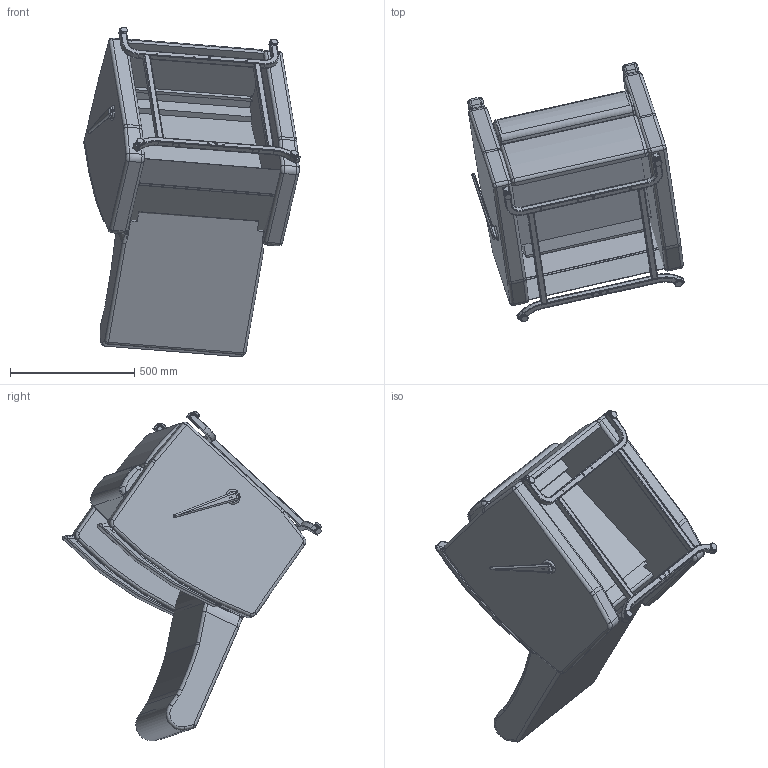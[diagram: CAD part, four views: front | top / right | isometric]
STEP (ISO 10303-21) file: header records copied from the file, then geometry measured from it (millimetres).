
FILE_DESCRIPTION(/* description */ (''),/* implementation_level */ '2;1');
FILE_NAME(/* name */ 'K1306U.stp',/* time_stamp */ '2017-09-29T15:18:01-04:00',/* author */ ('emehringer'),/* organization */ (''),/* preprocessor_version */ 'ST-DEVELOPER v16.5',/* originating_system */ 'Autodesk Inventor 2017',/* authorisation */ '');
FILE_SCHEMA (('AUTOMOTIVE_DESIGN { 1 0 10303 214 3 1 1 }'));
Length unit declared in the file: inch
Products named in the file (17): K1306U-W (SYMBOL); HANDLE 3/4 BLK; PLATFORMK9000-1 (generic); 4329650000_4328130000 (generic); 4328470000_4328320000 (generic); 4328590000 (generic); 7150570000 (generic); 7120800000 (generic); 7130140000; UBASE E1304 (CABLE LEVER); OD1305 UBACK; USEAT 1304; OD1305 UKO; MAC R1010; MAC R1010_1; MAC R1010 (metal); EV7070 UBACK FLAP
Assembly tree (27 placements, depth 3):
  K1306U-W (SYMBOL)
    HANDLE 3/4 BLK
    PLATFORMK9000-1 (generic)
      4329650000_4328130000 (generic)
      4328470000_4328320000 (generic)
      4328590000 (generic)  x2
      7150570000 (generic)  x4
      7120800000 (generic)  x4
      7130140000  x4
    UBASE E1304 (CABLE LEVER)
    OD1305 UBACK
    USEAT 1304
    OD1305 UKO
    MAC R1010  x2
      MAC R1010_1
      MAC R1010 (metal)
    EV7070 UBACK FLAP
Bounding box: 872.09 x 1043.64 x 1328.33 mm (x, y, z)
Volume: 151120313 mm3; surface area: 5406815 mm2
Topology: 27 solids, 27 shells, 1391 faces, 3487 edges, 2163 vertices
Faces by surface type: plane 704, cylinder 411, torus 108, bspline 83, cone 53, sphere 32
Full cylindrical faces by diameter (mm): 3.969 x8, 4.369 x2, 5.105 x4, 5.334 x1, 5.563 x2, 6.35 x2, 7.137 x4, 8.001 x4, 9.541 x1, 9.804 x1, 11.112 x8, 15.24 x4, 24.181 x4, 42.037 x1, 60.325 x1
Entity records: 26674 total; most frequent: CARTESIAN_POINT 8492, DIRECTION 3881, ORIENTED_EDGE 3576, EDGE_CURVE 1788, AXIS2_PLACEMENT_3D 1530, VERTEX_POINT 1110, EDGE_LOOP 834, LINE 821
